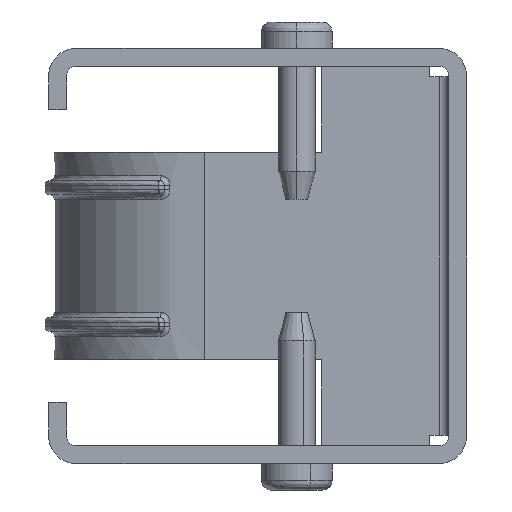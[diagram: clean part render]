
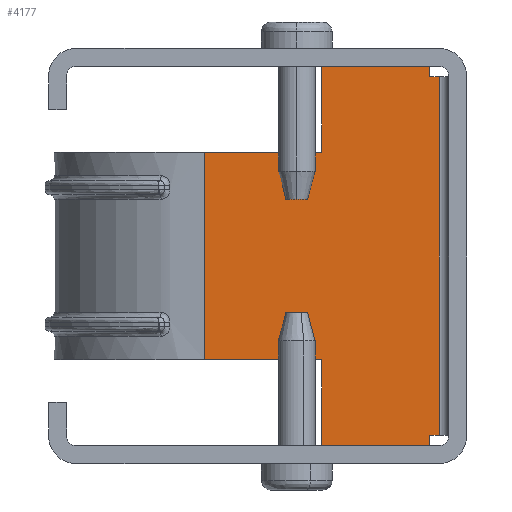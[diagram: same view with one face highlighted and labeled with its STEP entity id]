
A CAD part, left-side view. The second image highlights one B-rep face of the part: STEP entity #4177.
In plain terms, the highlighted planar face has unit normal (-1, 0, 0).
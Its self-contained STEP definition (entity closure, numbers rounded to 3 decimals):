
#162 = DIRECTION ( 'NONE',  ( 0., -1., 0. ) ) ;
#333 = DIRECTION ( 'NONE',  ( 0., 0., 1. ) ) ;
#402 = AXIS2_PLACEMENT_3D ( 'NONE', #6082, #5719, #5675 ) ;
#618 = CARTESIAN_POINT ( 'NONE',  ( 0., 2., 22. ) ) ;
#1084 = CARTESIAN_POINT ( 'NONE',  ( 0., 2., -22. ) ) ;
#1395 = EDGE_CURVE ( 'NONE', #10408, #10300, #4657, .T. ) ;
#1566 = CARTESIAN_POINT ( 'NONE',  ( 0., 13.464, -22. ) ) ;
#1633 = VERTEX_POINT ( 'NONE', #1084 ) ;
#1913 = VERTEX_POINT ( 'NONE', #4999 ) ;
#2011 = VERTEX_POINT ( 'NONE', #12550 ) ;
#2044 = EDGE_CURVE ( 'NONE', #3325, #1633, #7786, .T. ) ;
#2254 = DIRECTION ( 'NONE',  ( 0., 0., -1. ) ) ;
#2434 = CARTESIAN_POINT ( 'NONE',  ( 0., -3.362, -19. ) ) ;
#2576 = LINE ( 'NONE', #2846, #2630 ) ;
#2630 = VECTOR ( 'NONE', #10173, 1000. ) ;
#2668 = CARTESIAN_POINT ( 'NONE',  ( 0., 13.464, 22. ) ) ;
#2677 = CARTESIAN_POINT ( 'NONE',  ( 0., 13.464, 22. ) ) ;
#2846 = CARTESIAN_POINT ( 'NONE',  ( 0., 1., 38.196 ) ) ;
#2936 = DIRECTION ( 'NONE',  ( 0., 0., -1. ) ) ;
#3143 = EDGE_CURVE ( 'NONE', #12410, #6244, #11661, .T. ) ;
#3323 = ORIENTED_EDGE ( 'NONE', *, *, #11443, .T. ) ;
#3325 = VERTEX_POINT ( 'NONE', #1566 ) ;
#3606 = VECTOR ( 'NONE', #11134, 1000. ) ;
#3773 = CARTESIAN_POINT ( 'NONE',  ( 0., -3.362, 19. ) ) ;
#3834 = VECTOR ( 'NONE', #2254, 1000. ) ;
#3934 = DIRECTION ( 'NONE',  ( 0., 0., 1. ) ) ;
#4177 = ADVANCED_FACE ( 'NONE', ( #10024 ), #6131, .T. ) ;
#4179 = ORIENTED_EDGE ( 'NONE', *, *, #5271, .T. ) ;
#4250 = DIRECTION ( 'NONE',  ( 0., -1., 0. ) ) ;
#4381 = CARTESIAN_POINT ( 'NONE',  ( 0., 2., 22. ) ) ;
#4628 = VECTOR ( 'NONE', #3934, 1000. ) ;
#4640 = ORIENTED_EDGE ( 'NONE', *, *, #2044, .T. ) ;
#4657 = LINE ( 'NONE', #4381, #4628 ) ;
#4747 = CARTESIAN_POINT ( 'NONE',  ( 0., 0., -11. ) ) ;
#4814 = ORIENTED_EDGE ( 'NONE', *, *, #7132, .T. ) ;
#4999 = CARTESIAN_POINT ( 'NONE',  ( 0., 1., -19. ) ) ;
#5003 = DIRECTION ( 'NONE',  ( 0., 1., 0. ) ) ;
#5014 = DIRECTION ( 'NONE',  ( 0., 1., 0. ) ) ;
#5100 = CARTESIAN_POINT ( 'NONE',  ( 0., 0., 11. ) ) ;
#5271 = EDGE_CURVE ( 'NONE', #2011, #1913, #10919, .T. ) ;
#5276 = EDGE_CURVE ( 'NONE', #10258, #10408, #11457, .T. ) ;
#5675 = DIRECTION ( 'NONE',  ( 0., 0., 1. ) ) ;
#5719 = DIRECTION ( 'NONE',  ( -1., 0., 0. ) ) ;
#5720 = ORIENTED_EDGE ( 'NONE', *, *, #3143, .T. ) ;
#5793 = EDGE_CURVE ( 'NONE', #1913, #10258, #2576, .T. ) ;
#5843 = VERTEX_POINT ( 'NONE', #10161 ) ;
#6082 = CARTESIAN_POINT ( 'NONE',  ( 0., 0., 22. ) ) ;
#6131 = PLANE ( 'NONE',  #402 ) ;
#6232 = ORIENTED_EDGE ( 'NONE', *, *, #5793, .T. ) ;
#6244 = VERTEX_POINT ( 'NONE', #12222 ) ;
#6483 = ORIENTED_EDGE ( 'NONE', *, *, #5276, .T. ) ;
#6530 = ORIENTED_EDGE ( 'NONE', *, *, #10124, .T. ) ;
#6729 = CARTESIAN_POINT ( 'NONE',  ( 0., 2., 19. ) ) ;
#6932 = ORIENTED_EDGE ( 'NONE', *, *, #1395, .T. ) ;
#7132 = EDGE_CURVE ( 'NONE', #6244, #8194, #9050, .T. ) ;
#7224 = CARTESIAN_POINT ( 'NONE',  ( 0., 25.9, 11. ) ) ;
#7515 = VECTOR ( 'NONE', #11668, 1000. ) ;
#7624 = EDGE_CURVE ( 'NONE', #1633, #2011, #12141, .T. ) ;
#7786 = LINE ( 'NONE', #11191, #7515 ) ;
#7914 = CARTESIAN_POINT ( 'NONE',  ( 0., 2., 22. ) ) ;
#7920 = LINE ( 'NONE', #10394, #9344 ) ;
#8194 = VERTEX_POINT ( 'NONE', #7224 ) ;
#8548 = LINE ( 'NONE', #8571, #3834 ) ;
#8553 = ORIENTED_EDGE ( 'NONE', *, *, #7624, .T. ) ;
#8571 = CARTESIAN_POINT ( 'NONE',  ( 0., 25.9, 22. ) ) ;
#8768 = VECTOR ( 'NONE', #4250, 1000. ) ;
#8934 = LINE ( 'NONE', #11182, #3606 ) ;
#9029 = VECTOR ( 'NONE', #5003, 1000. ) ;
#9041 = VECTOR ( 'NONE', #5014, 1000. ) ;
#9050 = LINE ( 'NONE', #5100, #9041 ) ;
#9254 = CARTESIAN_POINT ( 'NONE',  ( 0., 25.9, -11. ) ) ;
#9298 = CARTESIAN_POINT ( 'NONE',  ( 0., 1., 19. ) ) ;
#9344 = VECTOR ( 'NONE', #10254, 1000. ) ;
#9565 = EDGE_CURVE ( 'NONE', #11348, #5843, #10296, .T. ) ;
#10024 = FACE_OUTER_BOUND ( 'NONE', #12373, .T. ) ;
#10124 = EDGE_CURVE ( 'NONE', #10300, #12410, #8934, .T. ) ;
#10161 = CARTESIAN_POINT ( 'NONE',  ( 0., 13.464, -11. ) ) ;
#10173 = DIRECTION ( 'NONE',  ( 0., 0., 1. ) ) ;
#10254 = DIRECTION ( 'NONE',  ( 0., 0., -1. ) ) ;
#10258 = VERTEX_POINT ( 'NONE', #9298 ) ;
#10296 = LINE ( 'NONE', #4747, #8768 ) ;
#10300 = VERTEX_POINT ( 'NONE', #7914 ) ;
#10394 = CARTESIAN_POINT ( 'NONE',  ( 0., 13.464, 22. ) ) ;
#10408 = VERTEX_POINT ( 'NONE', #6729 ) ;
#10516 = ORIENTED_EDGE ( 'NONE', *, *, #9565, .T. ) ;
#10919 = LINE ( 'NONE', #2434, #11124 ) ;
#11124 = VECTOR ( 'NONE', #162, 1000. ) ;
#11134 = DIRECTION ( 'NONE',  ( 0., 1., 0. ) ) ;
#11182 = CARTESIAN_POINT ( 'NONE',  ( 0., 0., 22. ) ) ;
#11191 = CARTESIAN_POINT ( 'NONE',  ( 0., 0., -22. ) ) ;
#11348 = VERTEX_POINT ( 'NONE', #9254 ) ;
#11443 = EDGE_CURVE ( 'NONE', #5843, #3325, #7920, .T. ) ;
#11457 = LINE ( 'NONE', #3773, #9029 ) ;
#11661 = LINE ( 'NONE', #2677, #11911 ) ;
#11668 = DIRECTION ( 'NONE',  ( 0., -1., 0. ) ) ;
#11885 = EDGE_CURVE ( 'NONE', #8194, #11348, #8548, .T. ) ;
#11911 = VECTOR ( 'NONE', #2936, 1000. ) ;
#12025 = VECTOR ( 'NONE', #333, 1000. ) ;
#12141 = LINE ( 'NONE', #618, #12025 ) ;
#12222 = CARTESIAN_POINT ( 'NONE',  ( 0., 13.464, 11. ) ) ;
#12244 = ORIENTED_EDGE ( 'NONE', *, *, #11885, .T. ) ;
#12373 = EDGE_LOOP ( 'NONE', ( #6932, #6530, #5720, #4814, #12244, #10516, #3323, #4640, #8553, #4179, #6232, #6483 ) ) ;
#12410 = VERTEX_POINT ( 'NONE', #2668 ) ;
#12550 = CARTESIAN_POINT ( 'NONE',  ( 0., 2., -19. ) ) ;
